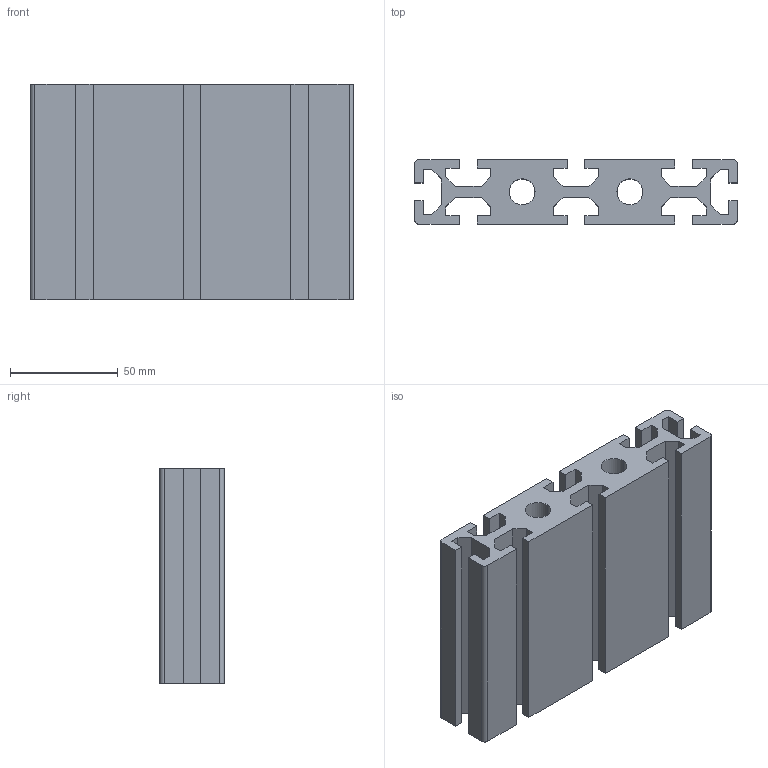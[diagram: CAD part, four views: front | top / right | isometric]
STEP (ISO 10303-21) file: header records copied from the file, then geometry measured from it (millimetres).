
FILE_DESCRIPTION (( 'STEP AP203' ), '1' );
FILE_NAME ('JL-8-30150EB.STEP', '2019-07-24T02:39:38', ( 'User' ), ( 'China' ), 'SwSTEP 2.0', 'SolidWorks 2015', '' );
FILE_SCHEMA (( 'CONFIG_CONTROL_DESIGN' ));
Length unit declared in the file: millimetre
Products named in the file (1): JL-8-30150EB
Bounding box: 150 x 30 x 100 mm (x, y, z)
Volume: 274193.1 mm3; surface area: 84989.6 mm2
Topology: 1 solids, 1 shells, 248 faces, 711 edges, 474 vertices
Faces by surface type: plane 212, bspline 28, cylinder 8
Entity records: 8948 total; most frequent: CARTESIAN_POINT 2542, ORIENTED_EDGE 1422, DIRECTION 1113, EDGE_CURVE 711, LINE 639, VECTOR 639, VERTEX_POINT 474, EDGE_LOOP 261
